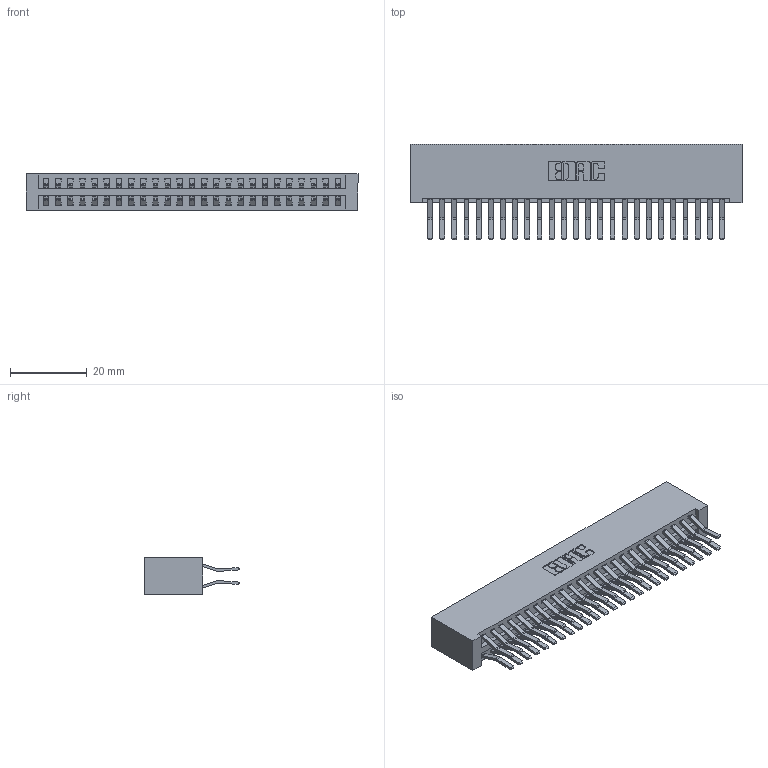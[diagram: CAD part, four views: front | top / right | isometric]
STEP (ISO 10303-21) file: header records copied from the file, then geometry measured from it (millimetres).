
FILE_DESCRIPTION (( 'STEP AP203' ), '1' );
FILE_NAME ('346-050-560-201.STEP', '2022-05-21T00:12:19', ( '' ), ( '' ), 'SwSTEP 2.0', 'SolidWorks 2020', '' );
FILE_SCHEMA (( 'CONFIG_CONTROL_DESIGN' ));
Length unit declared in the file: inch
Products named in the file (3): 346-050-560-201; 345-292-001_560 Tail; 346 Part_No Mounting Lugs
Assembly tree (51 placements, depth 2):
  346-050-560-201
    346 Part_No Mounting Lugs
    345-292-001_560 Tail  x50
Bounding box: 86.61 x 24.78 x 9.4 mm (x, y, z)
Volume: 9214.9 mm3; surface area: 13436.9 mm2
Topology: 51 solids, 51 shells, 2814 faces, 8355 edges, 5502 vertices
Faces by surface type: plane 1822, cylinder 992
Entity records: 18415 total; most frequent: CARTESIAN_POINT 3056, ORIENTED_EDGE 2990, DIRECTION 2743, EDGE_CURVE 1495, VECTOR 1267, LINE 1267, VERTEX_POINT 994, AXIS2_PLACEMENT_3D 738
